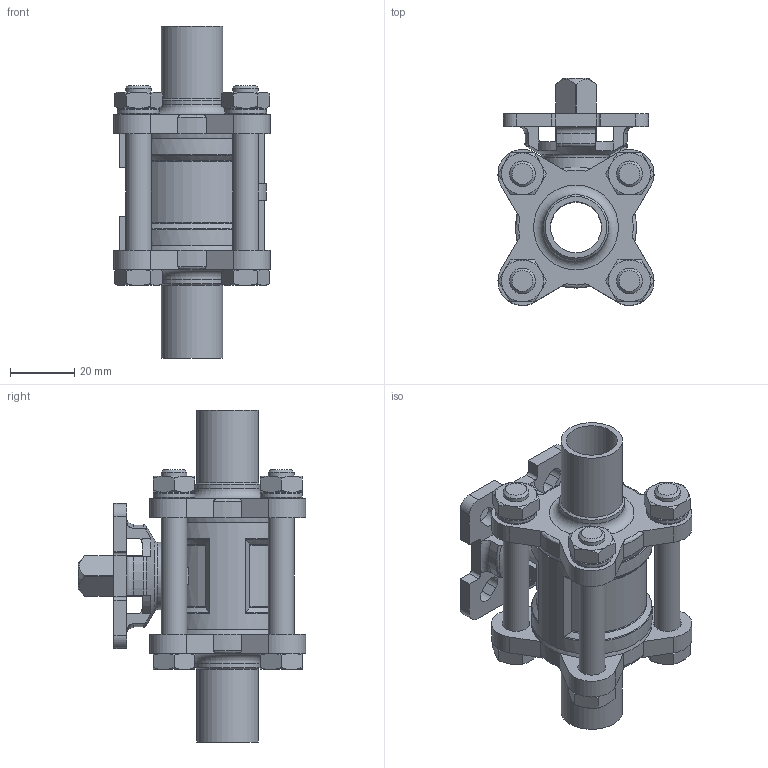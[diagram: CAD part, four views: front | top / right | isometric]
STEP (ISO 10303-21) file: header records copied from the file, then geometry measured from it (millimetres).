
FILE_DESCRIPTION(/* description */ ('STEP AP214'),/* implementation_level */ '2;1');
FILE_NAME(/* name */ '4762848_VZBD-3_4-W1-16-T-2-F0304-V14V14',/* time_stamp */ '2024-09-18T01:27:47+02:00',/* author */ ('License CC BY-ND 4.0'),/* organization */ ('CADENAS'),/* preprocessor_version */ 'ST-DEVELOPER v19.3',/* originating_system */ 'PARTsolutions',/* authorisation */ ' ');
FILE_SCHEMA (('MODEL_BASED_INTEGRATED_MANUFACTURING_SCHEMA','AUTOMOTIVE_DESIGN {1 0 10303 214 3 1 1}'));
Length unit declared in the file: millimetre
Products named in the file (1): 4762848 VZBD-3/4-W1-16-T-2-F0304-V14V14
Bounding box: 48.42 x 70.51 x 103 mm (x, y, z)
Volume: 80595.8 mm3; surface area: 34689.5 mm2
Topology: 1 solids, 1 shells, 388 faces, 959 edges, 597 vertices
Faces by surface type: plane 151, cone 111, cylinder 82, torus 44
Full cylindrical faces by diameter (mm): 4.134 x1, 8 x8, 8.6 x9, 13 x4, 15.8 x1, 16 x1, 19.1 x2, 20.3 x2, 26 x1, 37.5 x1
Entity records: 11514 total; most frequent: CARTESIAN_POINT 2818, ORIENTED_EDGE 1798, DIRECTION 1721, EDGE_CURVE 899, AXIS2_PLACEMENT_3D 726, VERTEX_POINT 588, EDGE_LOOP 493, FACE_BOUND 493
